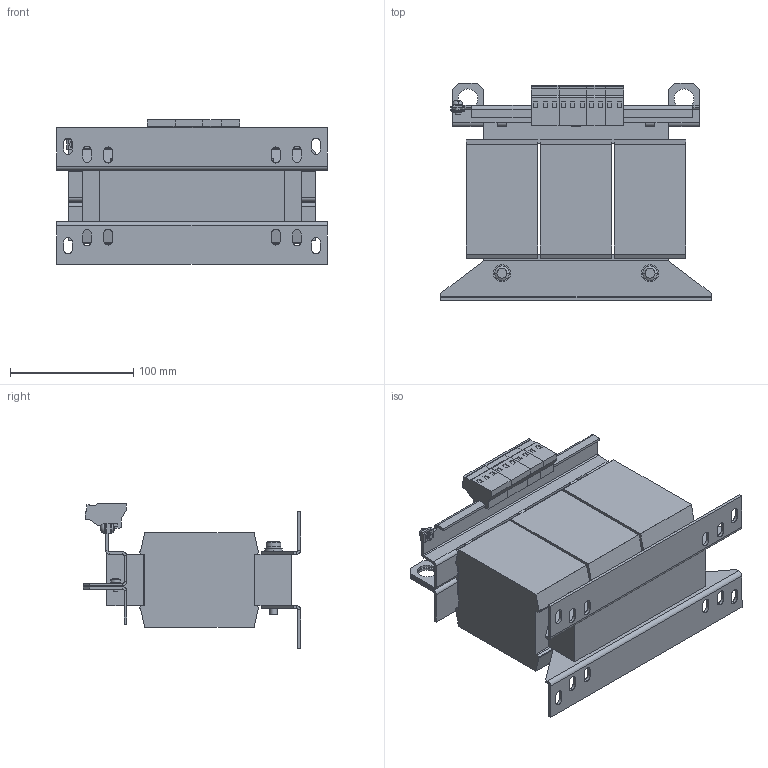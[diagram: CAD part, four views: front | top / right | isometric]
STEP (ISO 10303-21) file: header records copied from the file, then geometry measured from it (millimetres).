
FILE_DESCRIPTION (( 'STEP AP214' ), '1' );
FILE_NAME ('192248.STEP', '2020-05-28T18:06:38', ( '' ), ( '' ), 'SwSTEP 2.0', 'SolidWorks 2018', '' );
FILE_SCHEMA (( 'AUTOMOTIVE_DESIGN' ));
Length unit declared in the file: millimetre
Products named in the file (1): 192248
Bounding box: 219 x 176 x 117 mm (x, y, z)
Volume: 1714154.4 mm3; surface area: 212397.2 mm2
Topology: 1 solids, 1 shells, 635 faces, 1587 edges, 990 vertices
Faces by surface type: plane 474, cylinder 133, torus 14, sphere 8, cone 6
Entity records: 18766 total; most frequent: CARTESIAN_POINT 3337, ORIENTED_EDGE 3170, DIRECTION 3164, EDGE_CURVE 1585, LINE 1222, VECTOR 1222, VERTEX_POINT 990, AXIS2_PLACEMENT_3D 971
